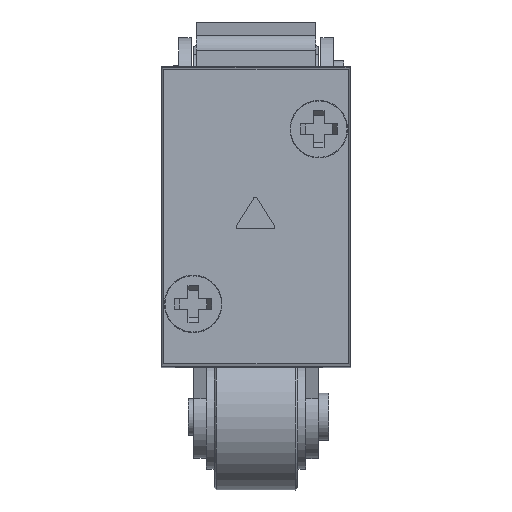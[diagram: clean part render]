
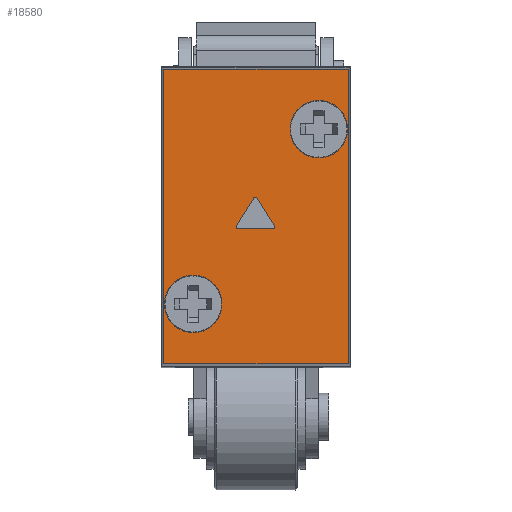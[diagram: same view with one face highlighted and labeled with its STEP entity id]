
A CAD part, top view. The second image highlights one B-rep face of the part: STEP entity #18580.
In plain terms, the highlighted planar face has unit normal (0, 0, 1).
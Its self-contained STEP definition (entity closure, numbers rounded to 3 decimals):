
#48 = EDGE_CURVE ( 'NONE', #7960, #10374, #11225, .T. ) ;
#221 = DIRECTION ( 'NONE',  ( 0., 1., 0. ) ) ;
#309 = ORIENTED_EDGE ( 'NONE', *, *, #21734, .F. ) ;
#414 = AXIS2_PLACEMENT_3D ( 'NONE', #11995, #26544, #14091 ) ;
#650 = DIRECTION ( 'NONE',  ( 0., 0., 1. ) ) ;
#1361 = CARTESIAN_POINT ( 'NONE',  ( 0.226, -1.754, 0. ) ) ;
#1366 = CARTESIAN_POINT ( 'NONE',  ( 1.696, 0.975, 0. ) ) ;
#1397 = ORIENTED_EDGE ( 'NONE', *, *, #11367, .F. ) ;
#1507 = EDGE_CURVE ( 'NONE', #23397, #3285, #21202, .T. ) ;
#1763 = ORIENTED_EDGE ( 'NONE', *, *, #22625, .F. ) ;
#1888 = CIRCLE ( 'NONE', #17221, 0.2 ) ;
#2092 = ORIENTED_EDGE ( 'NONE', *, *, #23074, .F. ) ;
#2125 = CARTESIAN_POINT ( 'NONE',  ( 6., 8.35, 0. ) ) ;
#2306 = AXIS2_PLACEMENT_3D ( 'NONE', #17108, #4671, #19180 ) ;
#2363 = ORIENTED_EDGE ( 'NONE', *, *, #17421, .F. ) ;
#2688 = AXIS2_PLACEMENT_3D ( 'NONE', #2125, #16661, #4230 ) ;
#2813 = DIRECTION ( 'NONE',  ( 0.53, -0.848, 0. ) ) ;
#3007 = CARTESIAN_POINT ( 'NONE',  ( -8.83, 14.075, 0. ) ) ;
#3024 = CARTESIAN_POINT ( 'NONE',  ( 8.7, 8.35, 0. ) ) ;
#3033 = ORIENTED_EDGE ( 'NONE', *, *, #16834, .F. ) ;
#3285 = VERTEX_POINT ( 'NONE', #3990 ) ;
#3471 = DIRECTION ( 'NONE',  ( 1., 0., 0. ) ) ;
#3518 = ORIENTED_EDGE ( 'NONE', *, *, #48, .F. ) ;
#3990 = CARTESIAN_POINT ( 'NONE',  ( -8.7, -8.35, 0. ) ) ;
#4230 = DIRECTION ( 'NONE',  ( 1., 0., 0. ) ) ;
#4613 = FACE_BOUND ( 'NONE', #19351, .T. ) ;
#4671 = DIRECTION ( 'NONE',  ( 0., 0., 1. ) ) ;
#4761 = VECTOR ( 'NONE', #21725, 1000. ) ;
#4763 = VECTOR ( 'NONE', #5231, 1000. ) ;
#4914 = VERTEX_POINT ( 'NONE', #17394 ) ;
#5231 = DIRECTION ( 'NONE',  ( 0.53, 0.848, 0. ) ) ;
#5902 = DIRECTION ( 'NONE',  ( 0., 0., 1. ) ) ;
#6913 = LINE ( 'NONE', #22154, #17307 ) ;
#7060 = CARTESIAN_POINT ( 'NONE',  ( 9., 1.175, 0. ) ) ;
#7456 = VERTEX_POINT ( 'NONE', #9943 ) ;
#7511 = AXIS2_PLACEMENT_3D ( 'NONE', #21582, #9172, #23672 ) ;
#7960 = VERTEX_POINT ( 'NONE', #19945 ) ;
#8238 = ORIENTED_EDGE ( 'NONE', *, *, #23799, .F. ) ;
#8374 = AXIS2_PLACEMENT_3D ( 'NONE', #13082, #650, #15176 ) ;
#8757 = CIRCLE ( 'NONE', #2688, 2.7 ) ;
#9171 = CARTESIAN_POINT ( 'NONE',  ( -0.114, -1.754, 0. ) ) ;
#9172 = DIRECTION ( 'NONE',  ( 0., 0., -1. ) ) ;
#9227 = VERTEX_POINT ( 'NONE', #9171 ) ;
#9476 = EDGE_CURVE ( 'NONE', #9227, #15599, #1888, .T. ) ;
#9943 = CARTESIAN_POINT ( 'NONE',  ( 8.83, -14.075, 0. ) ) ;
#10374 = VERTEX_POINT ( 'NONE', #3024 ) ;
#10436 = EDGE_CURVE ( 'NONE', #15599, #11207, #21934, .T. ) ;
#10656 = CARTESIAN_POINT ( 'NONE',  ( 1.896, 0.975, 0. ) ) ;
#10704 = VERTEX_POINT ( 'NONE', #12656 ) ;
#10718 = VERTEX_POINT ( 'NONE', #10656 ) ;
#10820 = CARTESIAN_POINT ( 'NONE',  ( -1.753, 0.868, 0. ) ) ;
#10923 = LINE ( 'NONE', #15506, #4761 ) ;
#11207 = VERTEX_POINT ( 'NONE', #24572 ) ;
#11225 = CIRCLE ( 'NONE', #20960, 2.7 ) ;
#11367 = EDGE_CURVE ( 'NONE', #4914, #18020, #20330, .T. ) ;
#11536 = CIRCLE ( 'NONE', #20517, 0.2 ) ;
#11854 = CARTESIAN_POINT ( 'NONE',  ( -6., -8.35, 0. ) ) ;
#11995 = CARTESIAN_POINT ( 'NONE',  ( 1.696, 0.975, 0. ) ) ;
#12635 = ORIENTED_EDGE ( 'NONE', *, *, #12958, .F. ) ;
#12656 = CARTESIAN_POINT ( 'NONE',  ( -1.584, 1.175, 0. ) ) ;
#12905 = VERTEX_POINT ( 'NONE', #10820 ) ;
#12958 = EDGE_CURVE ( 'NONE', #12905, #9227, #26096, .T. ) ;
#13082 = CARTESIAN_POINT ( 'NONE',  ( -1.584, 0.975, 0. ) ) ;
#13651 = CARTESIAN_POINT ( 'NONE',  ( 0.226, -1.754, 0. ) ) ;
#13958 = DIRECTION ( 'NONE',  ( 1., 0., 0. ) ) ;
#14091 = DIRECTION ( 'NONE',  ( 1., 0., 0. ) ) ;
#14828 = VECTOR ( 'NONE', #221, 1000. ) ;
#15057 = VECTOR ( 'NONE', #2813, 1000. ) ;
#15176 = DIRECTION ( 'NONE',  ( 1., 0., 0. ) ) ;
#15278 = CARTESIAN_POINT ( 'NONE',  ( -1.753, 0.868, 0. ) ) ;
#15506 = CARTESIAN_POINT ( 'NONE',  ( 9., 14.075, 0. ) ) ;
#15523 = DIRECTION ( 'NONE',  ( 1., 0., 0. ) ) ;
#15599 = VERTEX_POINT ( 'NONE', #1361 ) ;
#15612 = DIRECTION ( 'NONE',  ( 0., 0., 1. ) ) ;
#15650 = FACE_OUTER_BOUND ( 'NONE', #16591, .T. ) ;
#15696 = CARTESIAN_POINT ( 'NONE',  ( 6., 8.35, 0. ) ) ;
#15830 = VECTOR ( 'NONE', #18237, 1000. ) ;
#15931 = DIRECTION ( 'NONE',  ( 0., 0., 1. ) ) ;
#16463 = EDGE_CURVE ( 'NONE', #11207, #10718, #11536, .T. ) ;
#16505 = LINE ( 'NONE', #24407, #15830 ) ;
#16519 = CARTESIAN_POINT ( 'NONE',  ( 8.83, 14.075, 0. ) ) ;
#16558 = ORIENTED_EDGE ( 'NONE', *, *, #25740, .F. ) ;
#16591 = EDGE_LOOP ( 'NONE', ( #16558, #2092, #1397, #1763 ) ) ;
#16661 = DIRECTION ( 'NONE',  ( 0., 0., 1. ) ) ;
#16755 = CARTESIAN_POINT ( 'NONE',  ( -3.3, -8.35, 0. ) ) ;
#16834 = EDGE_CURVE ( 'NONE', #10704, #12905, #23213, .T. ) ;
#17108 = CARTESIAN_POINT ( 'NONE',  ( -6., -8.35, 0. ) ) ;
#17221 = AXIS2_PLACEMENT_3D ( 'NONE', #18321, #5902, #20408 ) ;
#17307 = VECTOR ( 'NONE', #24276, 1000. ) ;
#17394 = CARTESIAN_POINT ( 'NONE',  ( -8.83, -14.075, 0. ) ) ;
#17421 = EDGE_CURVE ( 'NONE', #19192, #10704, #19266, .T. ) ;
#18020 = VERTEX_POINT ( 'NONE', #3007 ) ;
#18095 = CIRCLE ( 'NONE', #2306, 2.7 ) ;
#18237 = DIRECTION ( 'NONE',  ( -1., 0., 0. ) ) ;
#18251 = ORIENTED_EDGE ( 'NONE', *, *, #16463, .F. ) ;
#18321 = CARTESIAN_POINT ( 'NONE',  ( 0.056, -1.648, 0. ) ) ;
#18580 = ADVANCED_FACE ( 'NONE', ( #15650, #20506, #26040, #4613 ), #19500, .F. ) ;
#18631 = VECTOR ( 'NONE', #23733, 1000. ) ;
#19180 = DIRECTION ( 'NONE',  ( 1., 0., 0. ) ) ;
#19192 = VERTEX_POINT ( 'NONE', #22429 ) ;
#19266 = LINE ( 'NONE', #7060, #18631 ) ;
#19351 = EDGE_LOOP ( 'NONE', ( #2363, #8238, #18251, #21712, #22386, #12635, #3033 ) ) ;
#19500 = PLANE ( 'NONE',  #7511 ) ;
#19945 = CARTESIAN_POINT ( 'NONE',  ( 3.3, 8.35, 0. ) ) ;
#20283 = ORIENTED_EDGE ( 'NONE', *, *, #23490, .F. ) ;
#20330 = LINE ( 'NONE', #25092, #14828 ) ;
#20408 = DIRECTION ( 'NONE',  ( 1., 0., 0. ) ) ;
#20477 = VERTEX_POINT ( 'NONE', #16519 ) ;
#20506 = FACE_BOUND ( 'NONE', #23131, .T. ) ;
#20517 = AXIS2_PLACEMENT_3D ( 'NONE', #1366, #15931, #3471 ) ;
#20960 = AXIS2_PLACEMENT_3D ( 'NONE', #15696, #15612, #15523 ) ;
#21158 = AXIS2_PLACEMENT_3D ( 'NONE', #11854, #26402, #13958 ) ;
#21202 = CIRCLE ( 'NONE', #21158, 2.7 ) ;
#21311 = CIRCLE ( 'NONE', #414, 0.2 ) ;
#21582 = CARTESIAN_POINT ( 'NONE',  ( 9., 14.25, 0. ) ) ;
#21712 = ORIENTED_EDGE ( 'NONE', *, *, #10436, .F. ) ;
#21725 = DIRECTION ( 'NONE',  ( 1., 0., 0. ) ) ;
#21734 = EDGE_CURVE ( 'NONE', #10374, #7960, #8757, .T. ) ;
#21934 = LINE ( 'NONE', #13651, #4763 ) ;
#22154 = CARTESIAN_POINT ( 'NONE',  ( 8.83, 14.25, 0. ) ) ;
#22386 = ORIENTED_EDGE ( 'NONE', *, *, #9476, .F. ) ;
#22429 = CARTESIAN_POINT ( 'NONE',  ( 1.695, 1.175, 0. ) ) ;
#22584 = EDGE_LOOP ( 'NONE', ( #26967, #20283 ) ) ;
#22625 = EDGE_CURVE ( 'NONE', #7456, #4914, #16505, .T. ) ;
#23074 = EDGE_CURVE ( 'NONE', #18020, #20477, #10923, .T. ) ;
#23131 = EDGE_LOOP ( 'NONE', ( #309, #3518 ) ) ;
#23213 = CIRCLE ( 'NONE', #8374, 0.2 ) ;
#23397 = VERTEX_POINT ( 'NONE', #16755 ) ;
#23490 = EDGE_CURVE ( 'NONE', #3285, #23397, #18095, .T. ) ;
#23672 = DIRECTION ( 'NONE',  ( -1., 0., 0. ) ) ;
#23733 = DIRECTION ( 'NONE',  ( -1., 0., 0. ) ) ;
#23799 = EDGE_CURVE ( 'NONE', #10718, #19192, #21311, .T. ) ;
#24276 = DIRECTION ( 'NONE',  ( 0., -1., 0. ) ) ;
#24407 = CARTESIAN_POINT ( 'NONE',  ( 9., -14.075, 0. ) ) ;
#24572 = CARTESIAN_POINT ( 'NONE',  ( 1.865, 0.869, 0. ) ) ;
#25092 = CARTESIAN_POINT ( 'NONE',  ( -8.83, 14.25, 0. ) ) ;
#25740 = EDGE_CURVE ( 'NONE', #20477, #7456, #6913, .T. ) ;
#26040 = FACE_BOUND ( 'NONE', #22584, .T. ) ;
#26096 = LINE ( 'NONE', #15278, #15057 ) ;
#26402 = DIRECTION ( 'NONE',  ( 0., 0., 1. ) ) ;
#26544 = DIRECTION ( 'NONE',  ( 0., 0., 1. ) ) ;
#26967 = ORIENTED_EDGE ( 'NONE', *, *, #1507, .F. ) ;
